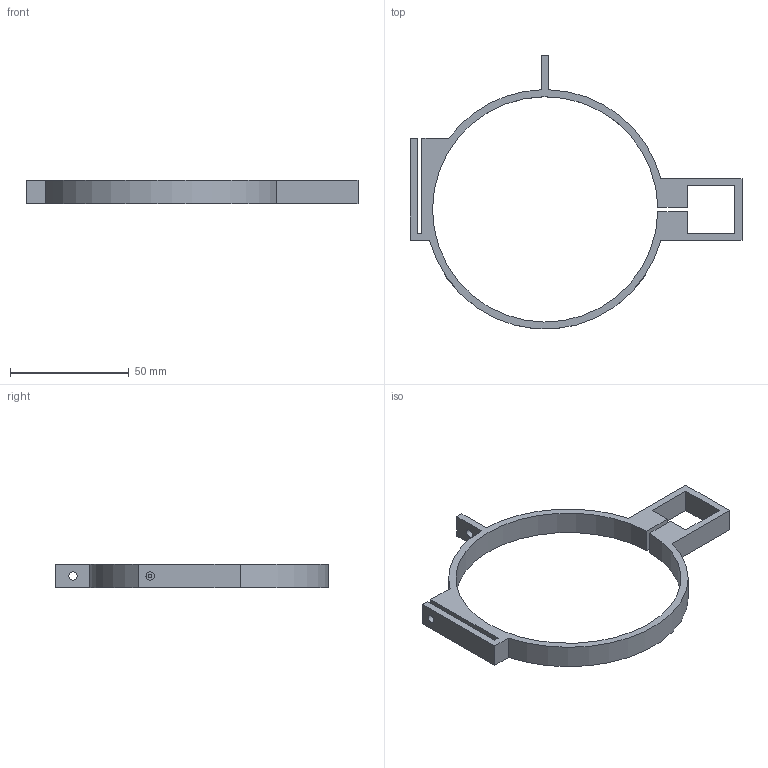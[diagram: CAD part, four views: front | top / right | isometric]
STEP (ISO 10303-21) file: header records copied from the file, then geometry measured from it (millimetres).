
FILE_DESCRIPTION(('FreeCAD Model'),'2;1');
FILE_NAME('Open CASCADE Shape Model','2023-07-03T12:12:45',(''),(''), 'Open CASCADE STEP processor 7.6','FreeCAD','Unknown');
FILE_SCHEMA(('AUTOMOTIVE_DESIGN { 1 0 10303 214 1 1 1 1 }'));
Length unit declared in the file: millimetre
Products named in the file (1): Bottom
Bounding box: 140 x 115.31 x 10 mm (x, y, z)
Volume: 16855.5 mm3; surface area: 12784.6 mm2
Topology: 1 solids, 1 shells, 34 faces, 88 edges, 59 vertices
Faces by surface type: plane 25, cylinder 9
Full cylindrical faces by diameter (mm): 1.5 x2, 3 x1, 3.5 x2
Entity records: 1077 total; most frequent: CARTESIAN_POINT 182, DIRECTION 177, ORIENTED_EDGE 176, EDGE_CURVE 88, LINE 69, VECTOR 69, VERTEX_POINT 59, AXIS2_PLACEMENT_3D 54
